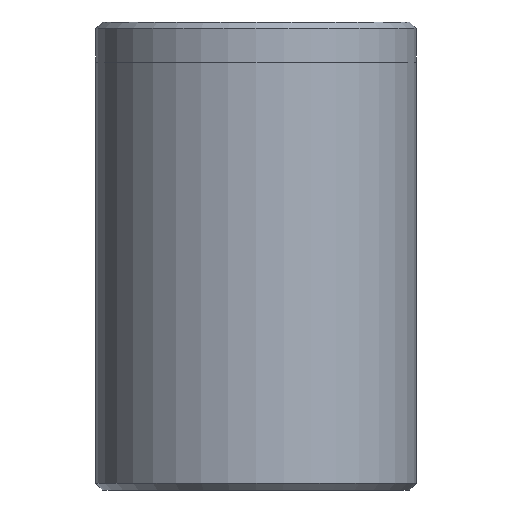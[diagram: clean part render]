
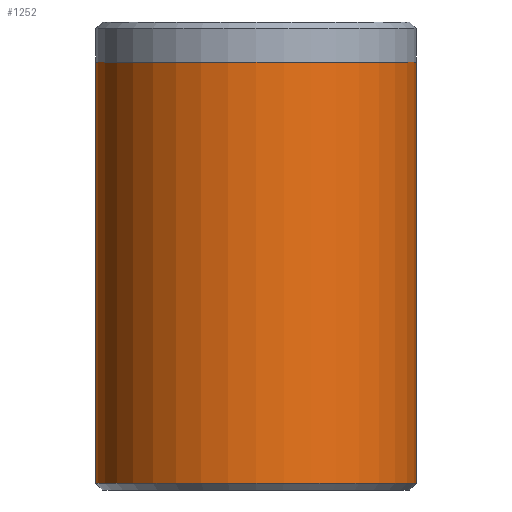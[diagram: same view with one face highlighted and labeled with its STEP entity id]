
A CAD part, front view. The second image highlights one B-rep face of the part: STEP entity #1252.
In plain terms, the highlighted cylindrical face has radius 12 mm (diameter 24 mm), a partial arc.
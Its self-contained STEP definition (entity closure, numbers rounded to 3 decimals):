
#74 = CYLINDRICAL_SURFACE ( 'NONE', #2585, 12. ) ;
#121 = CARTESIAN_POINT ( 'NONE',  ( -12., 0., 0.5 ) ) ;
#331 = DIRECTION ( 'NONE',  ( 0., 0., -1. ) ) ;
#409 = DIRECTION ( 'NONE',  ( 0., 0., 1. ) ) ;
#423 = ORIENTED_EDGE ( 'NONE', *, *, #2750, .F. ) ;
#443 = VERTEX_POINT ( 'NONE', #121 ) ;
#530 = ORIENTED_EDGE ( 'NONE', *, *, #2436, .T. ) ;
#664 = CARTESIAN_POINT ( 'NONE',  ( 12., 0., 35. ) ) ;
#1021 = CIRCLE ( 'NONE', #1797, 12. ) ;
#1061 = CARTESIAN_POINT ( 'NONE',  ( 0., 0., 0.5 ) ) ;
#1096 = AXIS2_PLACEMENT_3D ( 'NONE', #1674, #409, #1891 ) ;
#1189 = ORIENTED_EDGE ( 'NONE', *, *, #2219, .T. ) ;
#1200 = CARTESIAN_POINT ( 'NONE',  ( -12., 0., 32. ) ) ;
#1252 = ADVANCED_FACE ( 'NONE', ( #2432 ), #74, .T. ) ;
#1257 = CARTESIAN_POINT ( 'NONE',  ( 12., 0., 0.5 ) ) ;
#1275 = DIRECTION ( 'NONE',  ( 1., 0., 0. ) ) ;
#1439 = VERTEX_POINT ( 'NONE', #1864 ) ;
#1674 = CARTESIAN_POINT ( 'NONE',  ( 0., 0., 32. ) ) ;
#1702 = VECTOR ( 'NONE', #1947, 1000. ) ;
#1797 = AXIS2_PLACEMENT_3D ( 'NONE', #1061, #2548, #1275 ) ;
#1864 = CARTESIAN_POINT ( 'NONE',  ( 12., 0., 32. ) ) ;
#1891 = DIRECTION ( 'NONE',  ( 1., 0., 0. ) ) ;
#1947 = DIRECTION ( 'NONE',  ( 0., 0., -1. ) ) ;
#1970 = CIRCLE ( 'NONE', #1096, 12. ) ;
#2005 = DIRECTION ( 'NONE',  ( 0., 0., -1. ) ) ;
#2031 = CARTESIAN_POINT ( 'NONE',  ( -12., 0., 35. ) ) ;
#2153 = ORIENTED_EDGE ( 'NONE', *, *, #2609, .F. ) ;
#2178 = LINE ( 'NONE', #2031, #2663 ) ;
#2193 = VERTEX_POINT ( 'NONE', #1257 ) ;
#2219 = EDGE_CURVE ( 'NONE', #443, #2193, #1021, .T. ) ;
#2270 = LINE ( 'NONE', #664, #1702 ) ;
#2408 = EDGE_LOOP ( 'NONE', ( #2153, #423, #530, #1189 ) ) ;
#2432 = FACE_OUTER_BOUND ( 'NONE', #2408, .T. ) ;
#2436 = EDGE_CURVE ( 'NONE', #2482, #443, #2178, .T. ) ;
#2482 = VERTEX_POINT ( 'NONE', #1200 ) ;
#2548 = DIRECTION ( 'NONE',  ( 0., 0., 1. ) ) ;
#2585 = AXIS2_PLACEMENT_3D ( 'NONE', #2637, #2005, #2644 ) ;
#2609 = EDGE_CURVE ( 'NONE', #1439, #2193, #2270, .T. ) ;
#2637 = CARTESIAN_POINT ( 'NONE',  ( 0., 0., 35. ) ) ;
#2644 = DIRECTION ( 'NONE',  ( -1., 0., 0. ) ) ;
#2663 = VECTOR ( 'NONE', #331, 1000. ) ;
#2750 = EDGE_CURVE ( 'NONE', #2482, #1439, #1970, .T. ) ;
